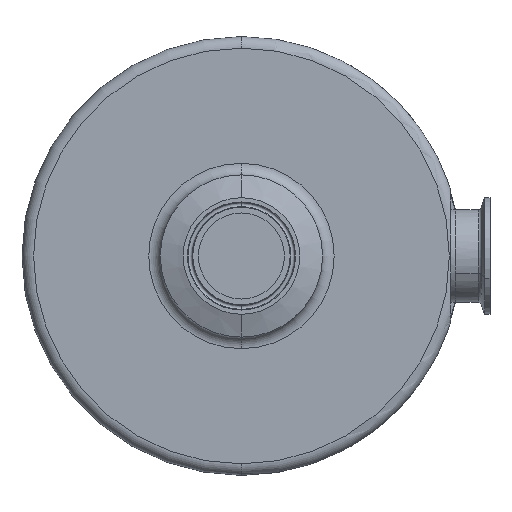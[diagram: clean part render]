
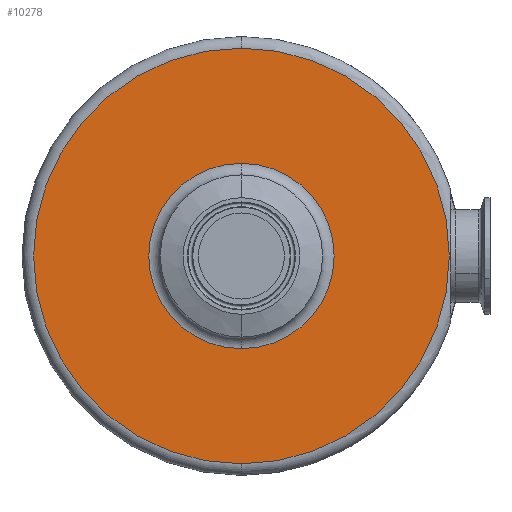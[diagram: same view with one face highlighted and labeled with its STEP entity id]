
A CAD part, front view. The second image highlights one B-rep face of the part: STEP entity #10278.
In plain terms, the highlighted planar face has unit normal (0, -1, 0).
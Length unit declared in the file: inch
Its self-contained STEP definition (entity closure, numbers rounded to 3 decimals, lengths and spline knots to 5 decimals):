
#9 = VERTEX_POINT ( 'NONE', #10427 ) ;
#53 = CARTESIAN_POINT ( 'NONE',  ( 0., -1.57, 0. ) ) ;
#130 = AXIS2_PLACEMENT_3D ( 'NONE', #3267, #7577, #2361 ) ;
#319 = DIRECTION ( 'NONE',  ( 0., 1., 0. ) ) ;
#691 = AXIS2_PLACEMENT_3D ( 'NONE', #10509, #319, #1913 ) ;
#764 = EDGE_CURVE ( 'NONE', #9066, #10933, #3035, .T. ) ;
#896 = EDGE_LOOP ( 'NONE', ( #3486, #7119 ) ) ;
#907 = EDGE_CURVE ( 'NONE', #10933, #9066, #8490, .T. ) ;
#967 = DIRECTION ( 'NONE',  ( 0., 0., 1. ) ) ;
#1285 = CIRCLE ( 'NONE', #1826, 4.485 ) ;
#1373 = EDGE_CURVE ( 'NONE', #9, #7304, #10789, .T. ) ;
#1744 = CARTESIAN_POINT ( 'NONE',  ( 0., -1.57, 4.485 ) ) ;
#1826 = AXIS2_PLACEMENT_3D ( 'NONE', #9794, #8140, #8081 ) ;
#1913 = DIRECTION ( 'NONE',  ( 0., 0., 1. ) ) ;
#1993 = CARTESIAN_POINT ( 'NONE',  ( 0., -1.57, 2. ) ) ;
#2361 = DIRECTION ( 'NONE',  ( 0., 0., 1. ) ) ;
#3035 = CIRCLE ( 'NONE', #691, 2. ) ;
#3267 = CARTESIAN_POINT ( 'NONE',  ( 0., -1.57, 0. ) ) ;
#3486 = ORIENTED_EDGE ( 'NONE', *, *, #907, .T. ) ;
#3928 = AXIS2_PLACEMENT_3D ( 'NONE', #4691, #9766, #10786 ) ;
#4691 = CARTESIAN_POINT ( 'NONE',  ( 2., -1.57, 0. ) ) ;
#4932 = CARTESIAN_POINT ( 'NONE',  ( 0., -1.57, -2. ) ) ;
#5535 = PLANE ( 'NONE',  #3928 ) ;
#5589 = FACE_BOUND ( 'NONE', #896, .T. ) ;
#5606 = EDGE_LOOP ( 'NONE', ( #8829, #8624 ) ) ;
#6025 = EDGE_CURVE ( 'NONE', #7304, #9, #1285, .T. ) ;
#6409 = AXIS2_PLACEMENT_3D ( 'NONE', #53, #8584, #967 ) ;
#7119 = ORIENTED_EDGE ( 'NONE', *, *, #764, .T. ) ;
#7304 = VERTEX_POINT ( 'NONE', #1744 ) ;
#7577 = DIRECTION ( 'NONE',  ( 0., 1., 0. ) ) ;
#8081 = DIRECTION ( 'NONE',  ( 0., 0., 1. ) ) ;
#8140 = DIRECTION ( 'NONE',  ( 0., 1., 0. ) ) ;
#8490 = CIRCLE ( 'NONE', #130, 2. ) ;
#8584 = DIRECTION ( 'NONE',  ( 0., 1., 0. ) ) ;
#8624 = ORIENTED_EDGE ( 'NONE', *, *, #1373, .F. ) ;
#8829 = ORIENTED_EDGE ( 'NONE', *, *, #6025, .F. ) ;
#9066 = VERTEX_POINT ( 'NONE', #4932 ) ;
#9766 = DIRECTION ( 'NONE',  ( 0., 1., 0. ) ) ;
#9794 = CARTESIAN_POINT ( 'NONE',  ( 0., -1.57, 0. ) ) ;
#9934 = FACE_OUTER_BOUND ( 'NONE', #5606, .T. ) ;
#10278 = ADVANCED_FACE ( 'Defeatured_0_278', ( #9934, #5589 ), #5535, .F. ) ;
#10427 = CARTESIAN_POINT ( 'NONE',  ( 0., -1.57, -4.485 ) ) ;
#10509 = CARTESIAN_POINT ( 'NONE',  ( 0., -1.57, 0. ) ) ;
#10786 = DIRECTION ( 'NONE',  ( 0., 0., 1. ) ) ;
#10789 = CIRCLE ( 'NONE', #6409, 4.485 ) ;
#10933 = VERTEX_POINT ( 'NONE', #1993 ) ;
